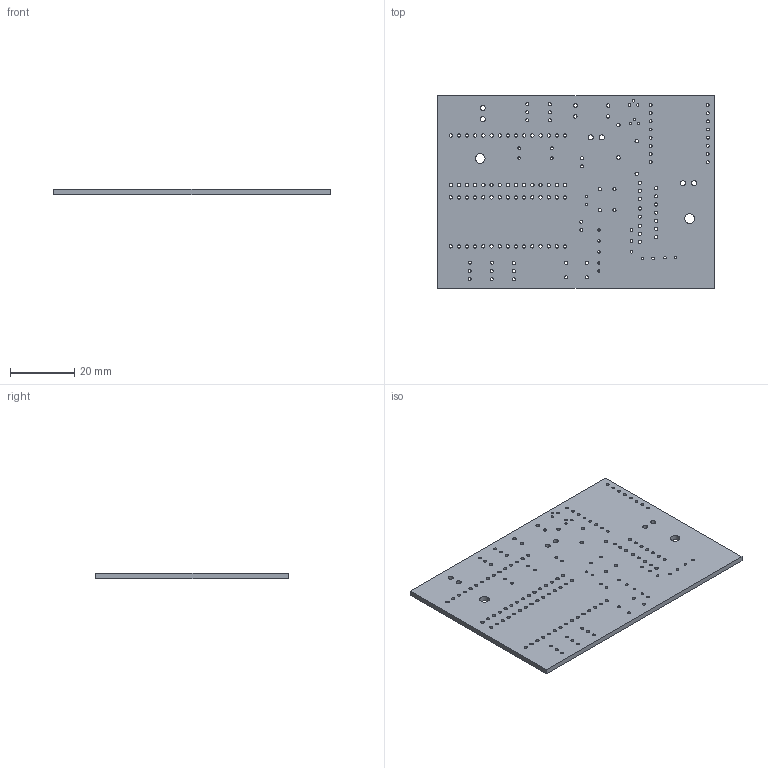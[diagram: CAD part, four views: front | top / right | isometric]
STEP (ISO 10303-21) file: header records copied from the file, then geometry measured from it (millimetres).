
FILE_DESCRIPTION(('KiCad electronic assembly'),'2;1');
FILE_NAME('H-brygga V3.step','2022-04-25T09:30:14',('Pcbnew'),('Kicad'), 'Open CASCADE STEP processor 7.6','KiCad to STEP converter','Unknown' );
FILE_SCHEMA(('AUTOMOTIVE_DESIGN { 1 0 10303 214 1 1 1 1 }'));
Length unit declared in the file: millimetre
Products named in the file (2): H-brygga V3 1; H-brygga V3 PCB
Assembly tree (1 placements, depth 2):
  H-brygga V3 1
    H-brygga V3 PCB
Bounding box: 86.1 x 59.95 x 1.6 mm (x, y, z)
Volume: 8042.6 mm3; surface area: 11320.3 mm2
Topology: 1 solids, 1 shells, 164 faces, 486 edges, 324 vertices
Faces by surface type: cylinder 158, plane 6
Full cylindrical faces by diameter (mm): 0.7 x4, 0.75 x6, 0.8 x14, 0.9 x20, 0.95 x15, 1 x23, 1.016 x60, 1.1 x8, 1.6 x6, 3 x2
Entity records: 13631 total; most frequent: CARTESIAN_POINT 3844, DIRECTION 1790, ORIENTED_EDGE 972, PCURVE 972, DEFINITIONAL_REPRESENTATION 972, LINE 826, VECTOR 826, EDGE_CURVE 486
